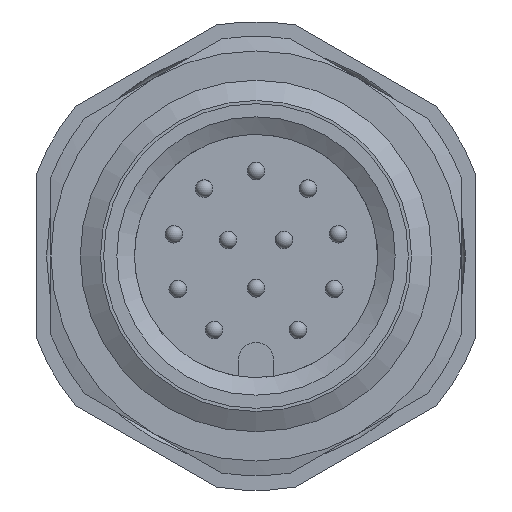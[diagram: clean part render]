
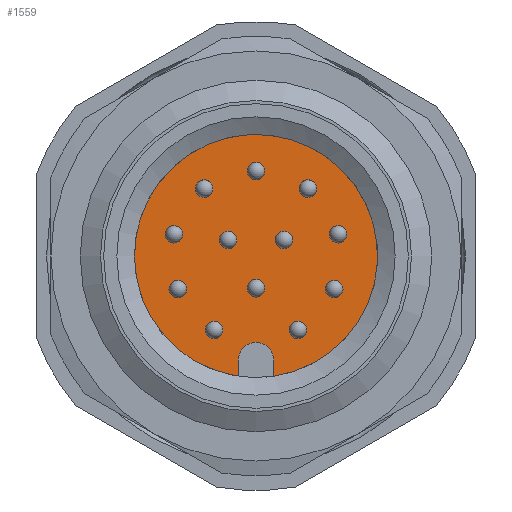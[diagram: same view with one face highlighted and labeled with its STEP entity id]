
A CAD part, left-side view. The second image highlights one B-rep face of the part: STEP entity #1559.
In plain terms, the highlighted planar face has unit normal (-1, 0, 0).
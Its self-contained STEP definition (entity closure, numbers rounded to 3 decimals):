
#182=PLANE('',#2159);
#376=EDGE_LOOP('',(#865));
#377=EDGE_LOOP('',(#866));
#378=EDGE_LOOP('',(#867));
#379=EDGE_LOOP('',(#868));
#380=EDGE_LOOP('',(#869));
#381=EDGE_LOOP('',(#870));
#382=EDGE_LOOP('',(#871));
#383=EDGE_LOOP('',(#872));
#384=EDGE_LOOP('',(#873));
#385=EDGE_LOOP('',(#874));
#386=EDGE_LOOP('',(#875));
#387=EDGE_LOOP('',(#876));
#388=EDGE_LOOP('',(#877,#878,#879,#880));
#640=CIRCLE('',#2145,0.3);
#641=CIRCLE('',#2146,0.3);
#642=CIRCLE('',#2147,0.3);
#643=CIRCLE('',#2148,0.3);
#644=CIRCLE('',#2149,0.3);
#645=CIRCLE('',#2150,0.3);
#646=CIRCLE('',#2151,0.3);
#647=CIRCLE('',#2152,0.3);
#648=CIRCLE('',#2153,0.3);
#649=CIRCLE('',#2154,0.3);
#650=CIRCLE('',#2155,0.3);
#651=CIRCLE('',#2156,0.3);
#652=CIRCLE('',#2157,4.15);
#653=CIRCLE('',#2158,0.6);
#865=ORIENTED_EDGE('',*,*,#1265,.T.);
#866=ORIENTED_EDGE('',*,*,#1266,.T.);
#867=ORIENTED_EDGE('',*,*,#1267,.T.);
#868=ORIENTED_EDGE('',*,*,#1268,.T.);
#869=ORIENTED_EDGE('',*,*,#1269,.T.);
#870=ORIENTED_EDGE('',*,*,#1270,.T.);
#871=ORIENTED_EDGE('',*,*,#1271,.T.);
#872=ORIENTED_EDGE('',*,*,#1272,.T.);
#873=ORIENTED_EDGE('',*,*,#1273,.T.);
#874=ORIENTED_EDGE('',*,*,#1274,.T.);
#875=ORIENTED_EDGE('',*,*,#1275,.T.);
#876=ORIENTED_EDGE('',*,*,#1276,.T.);
#877=ORIENTED_EDGE('',*,*,#1277,.F.);
#878=ORIENTED_EDGE('',*,*,#1278,.F.);
#879=ORIENTED_EDGE('',*,*,#1279,.F.);
#880=ORIENTED_EDGE('',*,*,#1280,.F.);
#1265=EDGE_CURVE('',#1948,#1948,#640,.T.);
#1266=EDGE_CURVE('',#1949,#1949,#641,.T.);
#1267=EDGE_CURVE('',#1950,#1950,#642,.T.);
#1268=EDGE_CURVE('',#1951,#1951,#643,.T.);
#1269=EDGE_CURVE('',#1952,#1952,#644,.T.);
#1270=EDGE_CURVE('',#1953,#1953,#645,.T.);
#1271=EDGE_CURVE('',#1954,#1954,#646,.T.);
#1272=EDGE_CURVE('',#1955,#1955,#647,.T.);
#1273=EDGE_CURVE('',#1956,#1956,#648,.T.);
#1274=EDGE_CURVE('',#1957,#1957,#649,.T.);
#1275=EDGE_CURVE('',#1958,#1958,#650,.T.);
#1276=EDGE_CURVE('',#1959,#1959,#651,.T.);
#1277=EDGE_CURVE('',#1960,#1961,#1464,.T.);
#1278=EDGE_CURVE('',#1962,#1960,#652,.T.);
#1279=EDGE_CURVE('',#1963,#1962,#1465,.T.);
#1280=EDGE_CURVE('',#1961,#1963,#653,.T.);
#1464=LINE('',#3222,#1508);
#1465=LINE('',#3227,#1509);
#1508=VECTOR('',#2559,1.);
#1509=VECTOR('',#2562,1.);
#1559=ADVANCED_FACE('',(#1722,#1723,#1724,#1725,#1726,#1727,#1728,#1729,
#1730,#1731,#1732,#1733,#1734),#182,.F.);
#1722=FACE_BOUND('',#376,.T.);
#1723=FACE_BOUND('',#377,.T.);
#1724=FACE_BOUND('',#378,.T.);
#1725=FACE_BOUND('',#379,.T.);
#1726=FACE_BOUND('',#380,.T.);
#1727=FACE_BOUND('',#381,.T.);
#1728=FACE_BOUND('',#382,.T.);
#1729=FACE_BOUND('',#383,.T.);
#1730=FACE_BOUND('',#384,.T.);
#1731=FACE_BOUND('',#385,.T.);
#1732=FACE_BOUND('',#386,.T.);
#1733=FACE_BOUND('',#387,.T.);
#1734=FACE_BOUND('',#388,.T.);
#1948=VERTEX_POINT('',#3199);
#1949=VERTEX_POINT('',#3201);
#1950=VERTEX_POINT('',#3203);
#1951=VERTEX_POINT('',#3205);
#1952=VERTEX_POINT('',#3207);
#1953=VERTEX_POINT('',#3209);
#1954=VERTEX_POINT('',#3211);
#1955=VERTEX_POINT('',#3213);
#1956=VERTEX_POINT('',#3215);
#1957=VERTEX_POINT('',#3217);
#1958=VERTEX_POINT('',#3219);
#1959=VERTEX_POINT('',#3221);
#1960=VERTEX_POINT('',#3223);
#1961=VERTEX_POINT('',#3224);
#1962=VERTEX_POINT('',#3226);
#1963=VERTEX_POINT('',#3228);
#2145=AXIS2_PLACEMENT_3D('',#3198,#2535,#2536);
#2146=AXIS2_PLACEMENT_3D('',#3200,#2537,#2538);
#2147=AXIS2_PLACEMENT_3D('',#3202,#2539,#2540);
#2148=AXIS2_PLACEMENT_3D('',#3204,#2541,#2542);
#2149=AXIS2_PLACEMENT_3D('',#3206,#2543,#2544);
#2150=AXIS2_PLACEMENT_3D('',#3208,#2545,#2546);
#2151=AXIS2_PLACEMENT_3D('',#3210,#2547,#2548);
#2152=AXIS2_PLACEMENT_3D('',#3212,#2549,#2550);
#2153=AXIS2_PLACEMENT_3D('',#3214,#2551,#2552);
#2154=AXIS2_PLACEMENT_3D('',#3216,#2553,#2554);
#2155=AXIS2_PLACEMENT_3D('',#3218,#2555,#2556);
#2156=AXIS2_PLACEMENT_3D('',#3220,#2557,#2558);
#2157=AXIS2_PLACEMENT_3D('',#3225,#2560,#2561);
#2158=AXIS2_PLACEMENT_3D('',#3229,#2563,#2564);
#2159=AXIS2_PLACEMENT_3D('',#3230,#2565,#2566);
#2535=DIRECTION('',(1.,0.,0.));
#2536=DIRECTION('',(0.,0.,-1.));
#2537=DIRECTION('',(1.,0.,0.));
#2538=DIRECTION('',(0.,0.,-1.));
#2539=DIRECTION('',(1.,0.,0.));
#2540=DIRECTION('',(0.,0.,-1.));
#2541=DIRECTION('',(1.,0.,0.));
#2542=DIRECTION('',(0.,0.,-1.));
#2543=DIRECTION('',(1.,0.,0.));
#2544=DIRECTION('',(0.,0.,-1.));
#2545=DIRECTION('',(1.,0.,0.));
#2546=DIRECTION('',(0.,0.,-1.));
#2547=DIRECTION('',(1.,0.,0.));
#2548=DIRECTION('',(0.,0.,-1.));
#2549=DIRECTION('',(1.,0.,0.));
#2550=DIRECTION('',(0.,0.,-1.));
#2551=DIRECTION('',(1.,0.,0.));
#2552=DIRECTION('',(0.,0.,-1.));
#2553=DIRECTION('',(1.,0.,0.));
#2554=DIRECTION('',(0.,0.,-1.));
#2555=DIRECTION('',(1.,0.,0.));
#2556=DIRECTION('',(0.,0.,-1.));
#2557=DIRECTION('',(1.,0.,0.));
#2558=DIRECTION('',(0.,0.,-1.));
#2559=DIRECTION('',(0.,0.,1.));
#2560=DIRECTION('',(1.,0.,0.));
#2561=DIRECTION('',(0.,-1.,0.));
#2562=DIRECTION('',(0.,0.,-1.));
#2563=DIRECTION('',(-1.,0.,0.));
#2564=DIRECTION('',(0.,0.,1.));
#2565=DIRECTION('',(1.,0.,0.));
#2566=DIRECTION('',(0.,-1.,0.));
#3198=CARTESIAN_POINT('',(7.8,-2.67,-1.13));
#3199=CARTESIAN_POINT('',(7.8,-2.67,-1.43));
#3200=CARTESIAN_POINT('',(7.8,-1.43,-2.52));
#3201=CARTESIAN_POINT('',(7.8,-1.43,-2.82));
#3202=CARTESIAN_POINT('',(7.8,0.,-1.1));
#3203=CARTESIAN_POINT('',(7.8,0.,-1.4));
#3204=CARTESIAN_POINT('',(7.8,-0.955,0.55));
#3205=CARTESIAN_POINT('',(7.8,-0.955,0.25));
#3206=CARTESIAN_POINT('',(7.8,-2.805,0.74));
#3207=CARTESIAN_POINT('',(7.8,-2.805,0.44));
#3208=CARTESIAN_POINT('',(7.8,-1.77,2.3));
#3209=CARTESIAN_POINT('',(7.8,-1.77,2.));
#3210=CARTESIAN_POINT('',(7.8,0.,2.9));
#3211=CARTESIAN_POINT('',(7.8,0.,2.6));
#3212=CARTESIAN_POINT('',(7.8,1.77,2.3));
#3213=CARTESIAN_POINT('',(7.8,1.77,2.));
#3214=CARTESIAN_POINT('',(7.8,0.955,0.55));
#3215=CARTESIAN_POINT('',(7.8,0.955,0.25));
#3216=CARTESIAN_POINT('',(7.8,2.805,0.74));
#3217=CARTESIAN_POINT('',(7.8,2.805,0.44));
#3218=CARTESIAN_POINT('',(7.8,1.43,-2.52));
#3219=CARTESIAN_POINT('',(7.8,1.43,-2.82));
#3220=CARTESIAN_POINT('',(7.8,2.67,-1.13));
#3221=CARTESIAN_POINT('',(7.8,2.67,-1.43));
#3222=CARTESIAN_POINT('',(7.8,-0.6,-4.106));
#3223=CARTESIAN_POINT('',(7.8,-0.6,-4.106));
#3224=CARTESIAN_POINT('',(7.8,-0.6,-3.55));
#3225=CARTESIAN_POINT('',(7.8,0.,0.));
#3226=CARTESIAN_POINT('',(7.8,0.6,-4.106));
#3227=CARTESIAN_POINT('',(7.8,0.6,-3.55));
#3228=CARTESIAN_POINT('',(7.8,0.6,-3.55));
#3229=CARTESIAN_POINT('',(7.8,0.,-3.55));
#3230=CARTESIAN_POINT('',(7.8,0.,0.));
